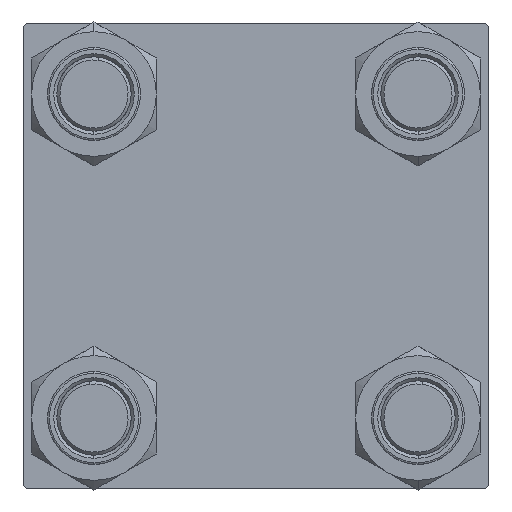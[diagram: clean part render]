
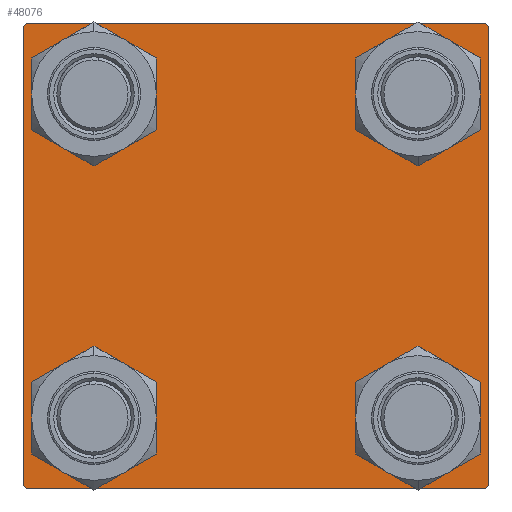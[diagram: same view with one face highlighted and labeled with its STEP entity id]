
A CAD part, left-side view. The second image highlights one B-rep face of the part: STEP entity #48076.
In plain terms, the highlighted planar face has unit normal (-1, 0, 0).
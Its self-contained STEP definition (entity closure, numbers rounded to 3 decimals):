
#264 = ORIENTED_EDGE ( 'NONE', *, *, #6831, .T. ) ;
#728 = CARTESIAN_POINT ( 'NONE',  ( 0., -26.15, 32.65 ) ) ;
#1329 = CIRCLE ( 'NONE', #6991, 6.5 ) ;
#1981 = CARTESIAN_POINT ( 'NONE',  ( 0., 37.25, 37.25 ) ) ;
#2485 = VECTOR ( 'NONE', #37567, 1000. ) ;
#2602 = DIRECTION ( 'NONE',  ( 1., 0., 0. ) ) ;
#2641 = DIRECTION ( 'NONE',  ( 0., -1., 0. ) ) ;
#2946 = VECTOR ( 'NONE', #38255, 1000. ) ;
#3350 = EDGE_CURVE ( 'NONE', #41740, #14332, #1329, .T. ) ;
#3546 = CARTESIAN_POINT ( 'NONE',  ( 0., 26.15, -19.65 ) ) ;
#3806 = AXIS2_PLACEMENT_3D ( 'NONE', #47159, #22520, #18458 ) ;
#3928 = VECTOR ( 'NONE', #48550, 1000. ) ;
#4007 = EDGE_CURVE ( 'NONE', #24911, #26301, #26792, .T. ) ;
#4262 = AXIS2_PLACEMENT_3D ( 'NONE', #21939, #2602, #18129 ) ;
#4373 = EDGE_LOOP ( 'NONE', ( #23938, #39783 ) ) ;
#4512 = DIRECTION ( 'NONE',  ( 0., 0., 1. ) ) ;
#4816 = EDGE_CURVE ( 'NONE', #49562, #43243, #45294, .T. ) ;
#5164 = DIRECTION ( 'NONE',  ( 0., 0., 1. ) ) ;
#5456 = CARTESIAN_POINT ( 'NONE',  ( 0., -26.15, -32.65 ) ) ;
#5595 = ORIENTED_EDGE ( 'NONE', *, *, #48969, .F. ) ;
#5680 = EDGE_CURVE ( 'NONE', #38071, #25735, #45052, .T. ) ;
#6397 = ORIENTED_EDGE ( 'NONE', *, *, #8577, .T. ) ;
#6616 = FACE_BOUND ( 'NONE', #18799, .T. ) ;
#6831 = EDGE_CURVE ( 'NONE', #43243, #49562, #44498, .T. ) ;
#6991 = AXIS2_PLACEMENT_3D ( 'NONE', #9585, #25101, #4512 ) ;
#8335 = LINE ( 'NONE', #23839, #11391 ) ;
#8482 = DIRECTION ( 'NONE',  ( 0., 0., 1. ) ) ;
#8577 = EDGE_CURVE ( 'NONE', #25735, #49080, #44249, .T. ) ;
#9585 = CARTESIAN_POINT ( 'NONE',  ( 0., 26.15, 26.15 ) ) ;
#9736 = ORIENTED_EDGE ( 'NONE', *, *, #17920, .T. ) ;
#9753 = VERTEX_POINT ( 'NONE', #18700 ) ;
#10196 = FACE_BOUND ( 'NONE', #41180, .T. ) ;
#11391 = VECTOR ( 'NONE', #47525, 1000. ) ;
#12379 = CARTESIAN_POINT ( 'NONE',  ( 0., 26.15, -26.15 ) ) ;
#12485 = EDGE_CURVE ( 'NONE', #49080, #41463, #8335, .T. ) ;
#12784 = ORIENTED_EDGE ( 'NONE', *, *, #37799, .T. ) ;
#13398 = CARTESIAN_POINT ( 'NONE',  ( 0., 26.15, 19.65 ) ) ;
#13497 = DIRECTION ( 'NONE',  ( -1., 0., 0. ) ) ;
#13564 = AXIS2_PLACEMENT_3D ( 'NONE', #17485, #32758, #48790 ) ;
#13671 = CARTESIAN_POINT ( 'NONE',  ( 0., -37.5, 37. ) ) ;
#14332 = VERTEX_POINT ( 'NONE', #13398 ) ;
#14422 = EDGE_CURVE ( 'NONE', #9753, #38071, #45714, .T. ) ;
#14493 = CIRCLE ( 'NONE', #36443, 6.5 ) ;
#14710 = CARTESIAN_POINT ( 'NONE',  ( 0., -26.15, 19.65 ) ) ;
#15724 = AXIS2_PLACEMENT_3D ( 'NONE', #12379, #27893, #43443 ) ;
#17024 = VERTEX_POINT ( 'NONE', #46590 ) ;
#17285 = VERTEX_POINT ( 'NONE', #25663 ) ;
#17485 = CARTESIAN_POINT ( 'NONE',  ( 0., -26.15, 26.15 ) ) ;
#17829 = PLANE ( 'NONE',  #37703 ) ;
#17866 = ORIENTED_EDGE ( 'NONE', *, *, #28838, .T. ) ;
#17920 = EDGE_CURVE ( 'NONE', #17285, #48925, #37438, .T. ) ;
#18129 = DIRECTION ( 'NONE',  ( 0., 0., 1. ) ) ;
#18314 = FACE_BOUND ( 'NONE', #24438, .T. ) ;
#18458 = DIRECTION ( 'NONE',  ( 0., 0., 1. ) ) ;
#18700 = CARTESIAN_POINT ( 'NONE',  ( 0., 37.5, 37. ) ) ;
#18799 = EDGE_LOOP ( 'NONE', ( #9736, #44442 ) ) ;
#18898 = CIRCLE ( 'NONE', #4262, 6.5 ) ;
#19135 = VERTEX_POINT ( 'NONE', #3546 ) ;
#19267 = CIRCLE ( 'NONE', #3806, 6.5 ) ;
#19637 = ORIENTED_EDGE ( 'NONE', *, *, #14422, .T. ) ;
#19731 = DIRECTION ( 'NONE',  ( 0., 0., -1. ) ) ;
#19927 = DIRECTION ( 'NONE',  ( 1., 0., 0. ) ) ;
#20525 = EDGE_CURVE ( 'NONE', #24911, #41463, #23266, .T. ) ;
#20611 = CIRCLE ( 'NONE', #15724, 6.5 ) ;
#21817 = LINE ( 'NONE', #1981, #43226 ) ;
#21935 = EDGE_CURVE ( 'NONE', #48925, #17285, #18898, .T. ) ;
#21939 = CARTESIAN_POINT ( 'NONE',  ( 0., -26.15, -26.15 ) ) ;
#22132 = FACE_BOUND ( 'NONE', #4373, .T. ) ;
#22308 = DIRECTION ( 'NONE',  ( 0., 0., 1. ) ) ;
#22520 = DIRECTION ( 'NONE',  ( 1., 0., 0. ) ) ;
#22525 = AXIS2_PLACEMENT_3D ( 'NONE', #41179, #49554, #22308 ) ;
#22609 = CARTESIAN_POINT ( 'NONE',  ( 0., 37.25, -37.25 ) ) ;
#23266 = LINE ( 'NONE', #50019, #38374 ) ;
#23839 = CARTESIAN_POINT ( 'NONE',  ( 0., -37.25, -37.25 ) ) ;
#23938 = ORIENTED_EDGE ( 'NONE', *, *, #26581, .T. ) ;
#24438 = EDGE_LOOP ( 'NONE', ( #28255, #264 ) ) ;
#24911 = VERTEX_POINT ( 'NONE', #13671 ) ;
#25101 = DIRECTION ( 'NONE',  ( 1., 0., 0. ) ) ;
#25220 = AXIS2_PLACEMENT_3D ( 'NONE', #46908, #19927, #8482 ) ;
#25396 = CARTESIAN_POINT ( 'NONE',  ( 0., 37., 37.5 ) ) ;
#25663 = CARTESIAN_POINT ( 'NONE',  ( 0., -26.15, -19.65 ) ) ;
#25735 = VERTEX_POINT ( 'NONE', #42491 ) ;
#26301 = VERTEX_POINT ( 'NONE', #47994 ) ;
#26581 = EDGE_CURVE ( 'NONE', #19135, #17024, #19267, .T. ) ;
#26792 = LINE ( 'NONE', #38507, #2946 ) ;
#27893 = DIRECTION ( 'NONE',  ( 1., 0., 0. ) ) ;
#28255 = ORIENTED_EDGE ( 'NONE', *, *, #4816, .T. ) ;
#28799 = ORIENTED_EDGE ( 'NONE', *, *, #5680, .T. ) ;
#28838 = EDGE_CURVE ( 'NONE', #14332, #41740, #14493, .T. ) ;
#32758 = DIRECTION ( 'NONE',  ( 1., 0., 0. ) ) ;
#33090 = FACE_OUTER_BOUND ( 'NONE', #38438, .T. ) ;
#33348 = DIRECTION ( 'NONE',  ( 0., 0., 1. ) ) ;
#36443 = AXIS2_PLACEMENT_3D ( 'NONE', #47434, #39535, #5164 ) ;
#37321 = CARTESIAN_POINT ( 'NONE',  ( 0., 37.5, 37.5 ) ) ;
#37410 = DIRECTION ( 'NONE',  ( 0., -0.707, -0.707 ) ) ;
#37438 = CIRCLE ( 'NONE', #25220, 6.5 ) ;
#37518 = LINE ( 'NONE', #45162, #41813 ) ;
#37567 = DIRECTION ( 'NONE',  ( 0., 0., -1. ) ) ;
#37703 = AXIS2_PLACEMENT_3D ( 'NONE', #44317, #13497, #33348 ) ;
#37799 = EDGE_CURVE ( 'NONE', #37842, #9753, #21817, .T. ) ;
#37842 = VERTEX_POINT ( 'NONE', #25396 ) ;
#38007 = CARTESIAN_POINT ( 'NONE',  ( 0., -37., -37.5 ) ) ;
#38071 = VERTEX_POINT ( 'NONE', #48498 ) ;
#38255 = DIRECTION ( 'NONE',  ( 0., 0.707, 0.707 ) ) ;
#38374 = VECTOR ( 'NONE', #19731, 1000. ) ;
#38438 = EDGE_LOOP ( 'NONE', ( #19637, #28799, #6397, #49852, #44620, #49932, #5595, #12784 ) ) ;
#38507 = CARTESIAN_POINT ( 'NONE',  ( 0., -37.25, 37.25 ) ) ;
#39535 = DIRECTION ( 'NONE',  ( 1., 0., 0. ) ) ;
#39783 = ORIENTED_EDGE ( 'NONE', *, *, #46482, .T. ) ;
#41179 = CARTESIAN_POINT ( 'NONE',  ( 0., -26.15, 26.15 ) ) ;
#41180 = EDGE_LOOP ( 'NONE', ( #50164, #17866 ) ) ;
#41463 = VERTEX_POINT ( 'NONE', #45200 ) ;
#41740 = VERTEX_POINT ( 'NONE', #45388 ) ;
#41813 = VECTOR ( 'NONE', #2641, 1000. ) ;
#42491 = CARTESIAN_POINT ( 'NONE',  ( 0., 37., -37.5 ) ) ;
#43226 = VECTOR ( 'NONE', #45001, 1000. ) ;
#43243 = VERTEX_POINT ( 'NONE', #14710 ) ;
#43443 = DIRECTION ( 'NONE',  ( 0., 0., 1. ) ) ;
#44009 = CARTESIAN_POINT ( 'NONE',  ( 0., 37.5, -37.5 ) ) ;
#44249 = LINE ( 'NONE', #44009, #3928 ) ;
#44317 = CARTESIAN_POINT ( 'NONE',  ( 0., 0., 0. ) ) ;
#44442 = ORIENTED_EDGE ( 'NONE', *, *, #21935, .T. ) ;
#44498 = CIRCLE ( 'NONE', #22525, 6.5 ) ;
#44620 = ORIENTED_EDGE ( 'NONE', *, *, #20525, .F. ) ;
#45001 = DIRECTION ( 'NONE',  ( 0., 0.707, -0.707 ) ) ;
#45052 = LINE ( 'NONE', #22609, #49351 ) ;
#45162 = CARTESIAN_POINT ( 'NONE',  ( 0., 37.5, 37.5 ) ) ;
#45200 = CARTESIAN_POINT ( 'NONE',  ( 0., -37.5, -37. ) ) ;
#45294 = CIRCLE ( 'NONE', #13564, 6.5 ) ;
#45388 = CARTESIAN_POINT ( 'NONE',  ( 0., 26.15, 32.65 ) ) ;
#45714 = LINE ( 'NONE', #37321, #2485 ) ;
#46482 = EDGE_CURVE ( 'NONE', #17024, #19135, #20611, .T. ) ;
#46590 = CARTESIAN_POINT ( 'NONE',  ( 0., 26.15, -32.65 ) ) ;
#46908 = CARTESIAN_POINT ( 'NONE',  ( 0., -26.15, -26.15 ) ) ;
#47159 = CARTESIAN_POINT ( 'NONE',  ( 0., 26.15, -26.15 ) ) ;
#47434 = CARTESIAN_POINT ( 'NONE',  ( 0., 26.15, 26.15 ) ) ;
#47525 = DIRECTION ( 'NONE',  ( 0., -0.707, 0.707 ) ) ;
#47994 = CARTESIAN_POINT ( 'NONE',  ( 0., -37., 37.5 ) ) ;
#48076 = ADVANCED_FACE ( 'NONE', ( #18314, #6616, #22132, #10196, #33090 ), #17829, .T. ) ;
#48498 = CARTESIAN_POINT ( 'NONE',  ( 0., 37.5, -37. ) ) ;
#48550 = DIRECTION ( 'NONE',  ( 0., -1., 0. ) ) ;
#48790 = DIRECTION ( 'NONE',  ( 0., 0., 1. ) ) ;
#48925 = VERTEX_POINT ( 'NONE', #5456 ) ;
#48969 = EDGE_CURVE ( 'NONE', #37842, #26301, #37518, .T. ) ;
#49080 = VERTEX_POINT ( 'NONE', #38007 ) ;
#49351 = VECTOR ( 'NONE', #37410, 1000. ) ;
#49554 = DIRECTION ( 'NONE',  ( 1., 0., 0. ) ) ;
#49562 = VERTEX_POINT ( 'NONE', #728 ) ;
#49852 = ORIENTED_EDGE ( 'NONE', *, *, #12485, .T. ) ;
#49932 = ORIENTED_EDGE ( 'NONE', *, *, #4007, .T. ) ;
#50019 = CARTESIAN_POINT ( 'NONE',  ( 0., -37.5, 37.5 ) ) ;
#50164 = ORIENTED_EDGE ( 'NONE', *, *, #3350, .T. ) ;
